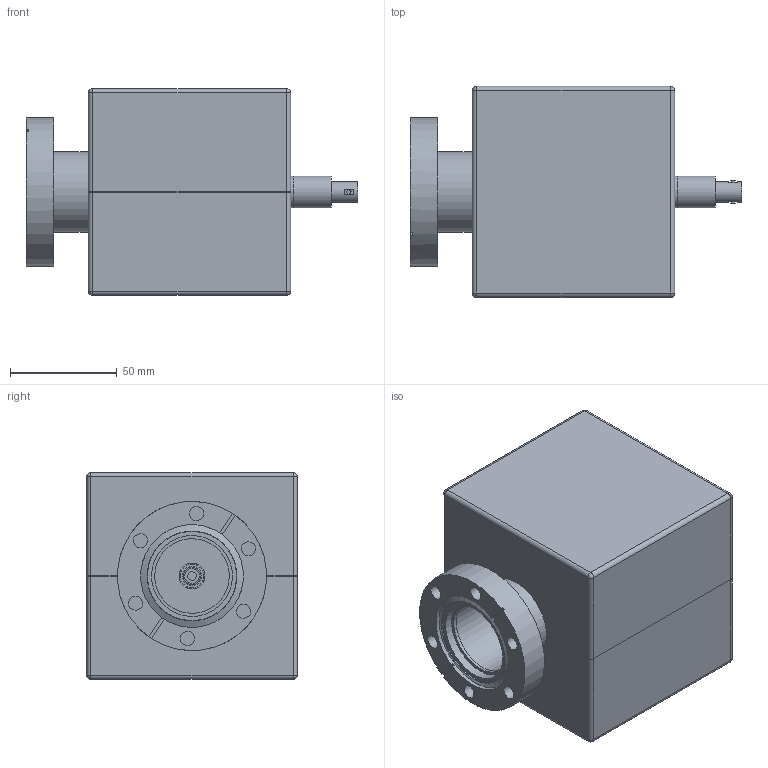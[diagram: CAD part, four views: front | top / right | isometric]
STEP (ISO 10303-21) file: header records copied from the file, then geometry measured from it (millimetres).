
FILE_DESCRIPTION(/* description */ (''),/* implementation_level */ '2;1');
FILE_NAME(/* name */ '10L-ion.stp',/* time_stamp */ '2020-10-11T21:31:04+08:00',/* author */ ('SWPE'),/* organization */ (''),/* preprocessor_version */ 'ST-DEVELOPER v16.1',/* originating_system */ 'Autodesk Inventor 2016',/* authorisation */ '');
FILE_SCHEMA (('AUTOMOTIVE_DESIGN { 1 0 10303 214 3 1 1 }'));
Length unit declared in the file: millimetre
Products named in the file (15): 泵壳; 保护管; 35排气法兰; 排气管; 陶瓷; 过渡件; 封接头; 阳极杆; 高压外壳V2; 高压外壳.连接件; 限位钉; 高压组件V2; 磁钢外壳; 磁钢外壳_MIR1; 10L-ion
Assembly tree (15 placements, depth 3):
  10L-ion
    泵壳
    排气管
      保护管
      35排气法兰
    高压组件V2
      陶瓷
      过渡件
      封接头
      阳极杆
      高压外壳V2
      高压外壳.连接件
      限位钉  x2
    磁钢外壳
    磁钢外壳_MIR1
Bounding box: 155.7 x 99 x 97 mm (x, y, z)
Volume: 213976 mm3; surface area: 163382.7 mm2
Topology: 13 solids, 13 shells, 214 faces, 456 edges, 289 vertices
Faces by surface type: plane 105, cylinder 76, cone 14, torus 11, sphere 8
Full cylindrical faces by diameter (mm): 1.35 x1, 1.5 x4, 2 x2, 3.5 x1, 3.7 x1, 4 x1, 4.5 x1, 5 x1, 6.3 x1, 6.6 x6, 7 x5, 7.2 x1, 8 x2, 8.2 x1, 9.6 x1, 11 x1, 12 x2, 13 x3, 13.8 x1, 14 x2, 15 x2, 35 x2, 38 x4, 48.3 x1, 70 x1
Entity records: 5721 total; most frequent: DIRECTION 1018, CARTESIAN_POINT 941, ORIENTED_EDGE 728, AXIS2_PLACEMENT_3D 417, EDGE_CURVE 364, EDGE_LOOP 338, VERTEX_POINT 272, FACE_OUTER_BOUND 209
